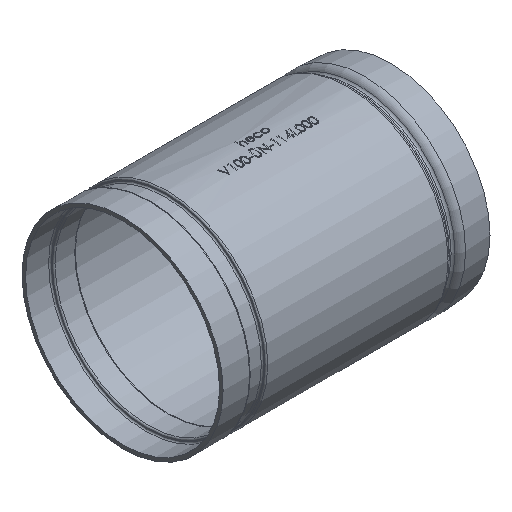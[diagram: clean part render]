
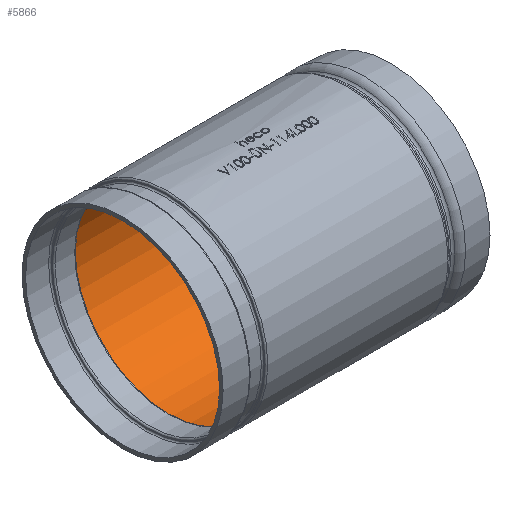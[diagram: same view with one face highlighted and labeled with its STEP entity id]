
A CAD part, isometric view. The second image highlights one B-rep face of the part: STEP entity #5866.
In plain terms, the highlighted cylindrical face has radius 55.151 mm (diameter 110.302 mm), a full revolution.
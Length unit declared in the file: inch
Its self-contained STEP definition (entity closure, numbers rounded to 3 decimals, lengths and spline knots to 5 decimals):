
#993 = EDGE_LOOP ( 'NONE', ( #3392 ) ) ;
#1006 = VERTEX_POINT ( 'NONE', #9834 ) ;
#1100 = ORIENTED_EDGE ( 'NONE', *, *, #14973, .F. ) ;
#1857 = AXIS2_PLACEMENT_3D ( 'NONE', #10754, #14167, #5914 ) ;
#1889 = AXIS2_PLACEMENT_3D ( 'NONE', #11015, #14472, #6261 ) ;
#2683 = CYLINDRICAL_SURFACE ( 'NONE', #1857, 2.1713 ) ;
#3040 = FACE_OUTER_BOUND ( 'NONE', #993, .T. ) ;
#3392 = ORIENTED_EDGE ( 'NONE', *, *, #5185, .F. ) ;
#3965 = CARTESIAN_POINT ( 'NONE',  ( 1.0777, -2.1713, 0. ) ) ;
#5185 = EDGE_CURVE ( 'NONE', #11497, #11497, #13434, .T. ) ;
#5866 = ADVANCED_FACE ( 'NONE', ( #8581, #3040 ), #2683, .F. ) ;
#5914 = DIRECTION ( 'NONE',  ( 0., 1., 0. ) ) ;
#6234 = DIRECTION ( 'NONE',  ( 0., -1., 0. ) ) ;
#6261 = DIRECTION ( 'NONE',  ( 0., -1., 0. ) ) ;
#8581 = FACE_OUTER_BOUND ( 'NONE', #14708, .T. ) ;
#9418 = AXIS2_PLACEMENT_3D ( 'NONE', #11184, #9925, #6234 ) ;
#9834 = CARTESIAN_POINT ( 'NONE',  ( 4.99253, -2.1713, 0. ) ) ;
#9925 = DIRECTION ( 'NONE',  ( 1., 0., 0. ) ) ;
#10754 = CARTESIAN_POINT ( 'NONE',  ( 3.03573, 0., 0. ) ) ;
#11015 = CARTESIAN_POINT ( 'NONE',  ( 4.99253, 0., 0. ) ) ;
#11184 = CARTESIAN_POINT ( 'NONE',  ( 1.0777, 0., 0. ) ) ;
#11497 = VERTEX_POINT ( 'NONE', #3965 ) ;
#13434 = CIRCLE ( 'NONE', #9418, 2.1713 ) ;
#13721 = CIRCLE ( 'NONE', #1889, 2.1713 ) ;
#14167 = DIRECTION ( 'NONE',  ( 1., 0., 0. ) ) ;
#14472 = DIRECTION ( 'NONE',  ( -1., 0., 0. ) ) ;
#14708 = EDGE_LOOP ( 'NONE', ( #1100 ) ) ;
#14973 = EDGE_CURVE ( 'NONE', #1006, #1006, #13721, .T. ) ;
